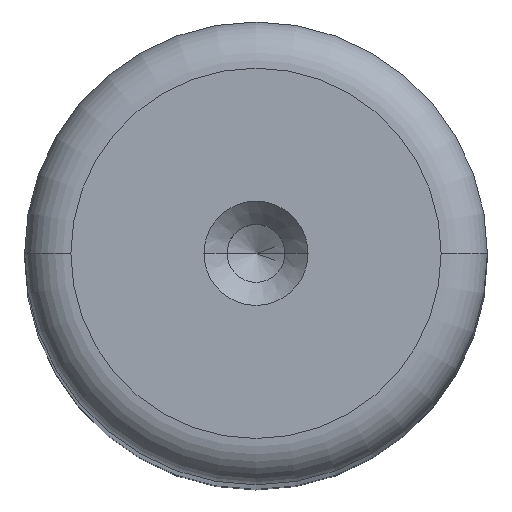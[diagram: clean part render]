
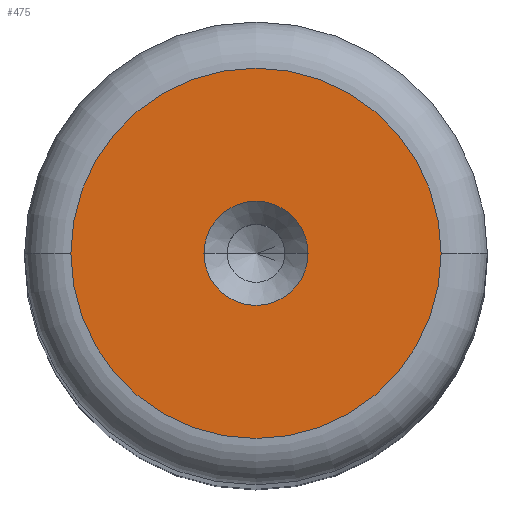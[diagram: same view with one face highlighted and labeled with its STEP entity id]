
A CAD part, top view. The second image highlights one B-rep face of the part: STEP entity #475.
In plain terms, the highlighted planar face has unit normal (0, 0, 1).
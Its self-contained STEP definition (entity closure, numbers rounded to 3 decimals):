
#159 = AXIS2_PLACEMENT_3D ( 'NONE', #325, #1198, #453 ) ;
#161 = DIRECTION ( 'NONE',  ( 0., 0., 1. ) ) ;
#173 = AXIS2_PLACEMENT_3D ( 'NONE', #907, #161, #1036 ) ;
#180 = CARTESIAN_POINT ( 'NONE',  ( -8., 0., 130. ) ) ;
#202 = PLANE ( 'NONE',  #1536 ) ;
#216 = ORIENTED_EDGE ( 'NONE', *, *, #1043, .F. ) ;
#325 = CARTESIAN_POINT ( 'NONE',  ( 0., 0., 130. ) ) ;
#345 = DIRECTION ( 'NONE',  ( 1., 0., 0. ) ) ;
#432 = DIRECTION ( 'NONE',  ( 0., 0., 1. ) ) ;
#453 = DIRECTION ( 'NONE',  ( 1., 0., 0. ) ) ;
#454 = EDGE_CURVE ( 'NONE', #943, #623, #539, .T. ) ;
#475 = ADVANCED_FACE ( 'NONE', ( #1438, #815 ), #202, .T. ) ;
#539 = CIRCLE ( 'NONE', #1604, 2.25 ) ;
#580 = AXIS2_PLACEMENT_3D ( 'NONE', #1176, #432, #1301 ) ;
#598 = CARTESIAN_POINT ( 'NONE',  ( 2.25, 0., 130. ) ) ;
#623 = VERTEX_POINT ( 'NONE', #598 ) ;
#648 = DIRECTION ( 'NONE',  ( 1., 0., 0. ) ) ;
#708 = EDGE_LOOP ( 'NONE', ( #912, #747 ) ) ;
#735 = CIRCLE ( 'NONE', #580, 8. ) ;
#747 = ORIENTED_EDGE ( 'NONE', *, *, #1184, .T. ) ;
#759 = ORIENTED_EDGE ( 'NONE', *, *, #454, .F. ) ;
#761 = CARTESIAN_POINT ( 'NONE',  ( -2.25, 0., 130. ) ) ;
#769 = DIRECTION ( 'NONE',  ( 0., 0., 1. ) ) ;
#776 = CARTESIAN_POINT ( 'NONE',  ( 0., 0., 130. ) ) ;
#781 = CIRCLE ( 'NONE', #159, 8. ) ;
#815 = FACE_OUTER_BOUND ( 'NONE', #708, .T. ) ;
#907 = CARTESIAN_POINT ( 'NONE',  ( 0., 0., 130. ) ) ;
#912 = ORIENTED_EDGE ( 'NONE', *, *, #1601, .T. ) ;
#941 = CIRCLE ( 'NONE', #173, 2.25 ) ;
#943 = VERTEX_POINT ( 'NONE', #761 ) ;
#1036 = DIRECTION ( 'NONE',  ( 1., 0., 0. ) ) ;
#1043 = EDGE_CURVE ( 'NONE', #623, #943, #941, .T. ) ;
#1146 = VERTEX_POINT ( 'NONE', #180 ) ;
#1176 = CARTESIAN_POINT ( 'NONE',  ( 0., 0., 130. ) ) ;
#1177 = CARTESIAN_POINT ( 'NONE',  ( 8., 0., 130. ) ) ;
#1184 = EDGE_CURVE ( 'NONE', #1146, #1514, #735, .T. ) ;
#1198 = DIRECTION ( 'NONE',  ( 0., 0., 1. ) ) ;
#1215 = DIRECTION ( 'NONE',  ( 0., 0., 1. ) ) ;
#1281 = EDGE_LOOP ( 'NONE', ( #216, #759 ) ) ;
#1301 = DIRECTION ( 'NONE',  ( 1., 0., 0. ) ) ;
#1438 = FACE_BOUND ( 'NONE', #1281, .T. ) ;
#1485 = CARTESIAN_POINT ( 'NONE',  ( 0., 0., 130. ) ) ;
#1514 = VERTEX_POINT ( 'NONE', #1177 ) ;
#1536 = AXIS2_PLACEMENT_3D ( 'NONE', #1485, #1215, #345 ) ;
#1601 = EDGE_CURVE ( 'NONE', #1514, #1146, #781, .T. ) ;
#1604 = AXIS2_PLACEMENT_3D ( 'NONE', #776, #769, #648 ) ;
